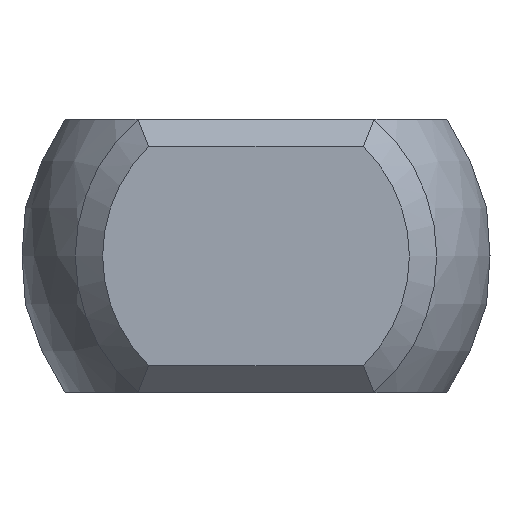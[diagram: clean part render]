
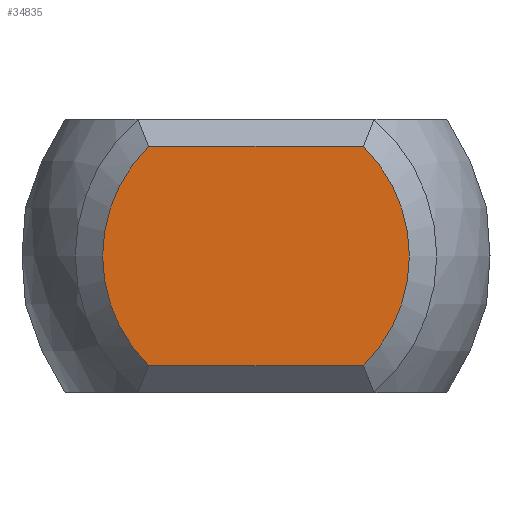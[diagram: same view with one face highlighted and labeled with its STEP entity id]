
A CAD part, left-side view. The second image highlights one B-rep face of the part: STEP entity #34835.
In plain terms, the highlighted planar face has unit normal (-1, 0, 0).
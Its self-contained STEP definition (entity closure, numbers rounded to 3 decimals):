
#33549 = PLANE('',#33550);
#33550 = AXIS2_PLACEMENT_3D('',#33551,#33552,#33553);
#33551 = CARTESIAN_POINT('',(-46.625,3.125,2.25));
#33552 = DIRECTION('',(0.707,0.,-0.707));
#33553 = DIRECTION('',(-0.707,0.,-0.707));
#34471 = EDGE_CURVE('',#34472,#34474,#34476,.T.);
#34472 = VERTEX_POINT('',#34473);
#34473 = CARTESIAN_POINT('',(-46.875,-1.96,-2.));
#34474 = VERTEX_POINT('',#34475);
#34475 = CARTESIAN_POINT('',(-46.875,-1.96,2.));
#34476 = SURFACE_CURVE('',#34477,(#34482,#34494),.PCURVE_S1.);
#34477 = CIRCLE('',#34478,2.8);
#34478 = AXIS2_PLACEMENT_3D('',#34479,#34480,#34481);
#34479 = CARTESIAN_POINT('',(-46.875,0.,0.));
#34480 = DIRECTION('',(-1.,0.,0.));
#34481 = DIRECTION('',(0.,-1.,0.));
#34482 = PCURVE('',#34483,#34488);
#34483 = CONICAL_SURFACE('',#34484,3.05,0.785);
#34484 = AXIS2_PLACEMENT_3D('',#34485,#34486,#34487);
#34485 = CARTESIAN_POINT('',(-46.625,0.,0.));
#34486 = DIRECTION('',(1.,0.,0.));
#34487 = DIRECTION('',(0.,-1.,0.));
#34488 = DEFINITIONAL_REPRESENTATION('',(#34489),#34493);
#34489 = LINE('',#34490,#34491);
#34490 = CARTESIAN_POINT('',(6.283,-0.25));
#34491 = VECTOR('',#34492,1.);
#34492 = DIRECTION('',(-1.,0.));
#34493 = ( GEOMETRIC_REPRESENTATION_CONTEXT(2) 
PARAMETRIC_REPRESENTATION_CONTEXT() REPRESENTATION_CONTEXT('2D SPACE',''
  ) );
#34494 = PCURVE('',#34495,#34500);
#34495 = PLANE('',#34496);
#34496 = AXIS2_PLACEMENT_3D('',#34497,#34498,#34499);
#34497 = CARTESIAN_POINT('',(-46.875,0.,0.));
#34498 = DIRECTION('',(1.,0.,0.));
#34499 = DIRECTION('',(0.,0.,-1.));
#34500 = DEFINITIONAL_REPRESENTATION('',(#34501),#34509);
#34501 = ( BOUNDED_CURVE() B_SPLINE_CURVE(2,(#34502,#34503,#34504,#34505
    ,#34506,#34507,#34508),.UNSPECIFIED.,.T.,.F.) 
B_SPLINE_CURVE_WITH_KNOTS((1,2,2,2,2,1),(-2.094,0.,
    2.094,4.189,6.283,8.378),
.UNSPECIFIED.) CURVE() GEOMETRIC_REPRESENTATION_ITEM() 
RATIONAL_B_SPLINE_CURVE((1.,0.5,1.,0.5,1.,0.5,1.)) REPRESENTATION_ITEM(
  '') );
#34502 = CARTESIAN_POINT('',(0.,-2.8));
#34503 = CARTESIAN_POINT('',(-4.85,-2.8));
#34504 = CARTESIAN_POINT('',(-2.425,1.4));
#34505 = CARTESIAN_POINT('',(0.,5.6));
#34506 = CARTESIAN_POINT('',(2.425,1.4));
#34507 = CARTESIAN_POINT('',(4.85,-2.8));
#34508 = CARTESIAN_POINT('',(0.,-2.8));
#34509 = ( GEOMETRIC_REPRESENTATION_CONTEXT(2) 
PARAMETRIC_REPRESENTATION_CONTEXT() REPRESENTATION_CONTEXT('2D SPACE',''
  ) );
#34527 = PLANE('',#34528);
#34528 = AXIS2_PLACEMENT_3D('',#34529,#34530,#34531);
#34529 = CARTESIAN_POINT('',(-46.625,-3.125,-2.25));
#34530 = DIRECTION('',(0.707,0.,0.707)
  );
#34531 = DIRECTION('',(0.707,0.,-0.707));
#34587 = EDGE_CURVE('',#34474,#34588,#34590,.T.);
#34588 = VERTEX_POINT('',#34589);
#34589 = CARTESIAN_POINT('',(-46.875,1.96,2.));
#34590 = SURFACE_CURVE('',#34591,(#34595,#34602),.PCURVE_S1.);
#34591 = LINE('',#34592,#34593);
#34592 = CARTESIAN_POINT('',(-46.875,3.125,2.));
#34593 = VECTOR('',#34594,1.);
#34594 = DIRECTION('',(0.,1.,0.));
#34595 = PCURVE('',#33549,#34596);
#34596 = DEFINITIONAL_REPRESENTATION('',(#34597),#34601);
#34597 = LINE('',#34598,#34599);
#34598 = CARTESIAN_POINT('',(0.354,0.));
#34599 = VECTOR('',#34600,1.);
#34600 = DIRECTION('',(0.,1.));
#34601 = ( GEOMETRIC_REPRESENTATION_CONTEXT(2) 
PARAMETRIC_REPRESENTATION_CONTEXT() REPRESENTATION_CONTEXT('2D SPACE',''
  ) );
#34602 = PCURVE('',#34495,#34603);
#34603 = DEFINITIONAL_REPRESENTATION('',(#34604),#34608);
#34604 = LINE('',#34605,#34606);
#34605 = CARTESIAN_POINT('',(-2.,3.125));
#34606 = VECTOR('',#34607,1.);
#34607 = DIRECTION('',(0.,1.));
#34608 = ( GEOMETRIC_REPRESENTATION_CONTEXT(2) 
PARAMETRIC_REPRESENTATION_CONTEXT() REPRESENTATION_CONTEXT('2D SPACE',''
  ) );
#34628 = CONICAL_SURFACE('',#34629,3.05,0.785);
#34629 = AXIS2_PLACEMENT_3D('',#34630,#34631,#34632);
#34630 = CARTESIAN_POINT('',(-46.625,0.,0.));
#34631 = DIRECTION('',(1.,0.,0.));
#34632 = DIRECTION('',(-0.,1.,0.));
#34642 = EDGE_CURVE('',#34588,#34643,#34645,.T.);
#34643 = VERTEX_POINT('',#34644);
#34644 = CARTESIAN_POINT('',(-46.875,1.96,-2.));
#34645 = SURFACE_CURVE('',#34646,(#34651,#34658),.PCURVE_S1.);
#34646 = CIRCLE('',#34647,2.8);
#34647 = AXIS2_PLACEMENT_3D('',#34648,#34649,#34650);
#34648 = CARTESIAN_POINT('',(-46.875,0.,0.));
#34649 = DIRECTION('',(-1.,0.,0.));
#34650 = DIRECTION('',(0.,1.,0.));
#34651 = PCURVE('',#34628,#34652);
#34652 = DEFINITIONAL_REPRESENTATION('',(#34653),#34657);
#34653 = LINE('',#34654,#34655);
#34654 = CARTESIAN_POINT('',(6.283,-0.25));
#34655 = VECTOR('',#34656,1.);
#34656 = DIRECTION('',(-1.,0.));
#34657 = ( GEOMETRIC_REPRESENTATION_CONTEXT(2) 
PARAMETRIC_REPRESENTATION_CONTEXT() REPRESENTATION_CONTEXT('2D SPACE',''
  ) );
#34658 = PCURVE('',#34495,#34659);
#34659 = DEFINITIONAL_REPRESENTATION('',(#34660),#34668);
#34660 = ( BOUNDED_CURVE() B_SPLINE_CURVE(2,(#34661,#34662,#34663,#34664
    ,#34665,#34666,#34667),.UNSPECIFIED.,.T.,.F.) 
B_SPLINE_CURVE_WITH_KNOTS((1,2,2,2,2,1),(-2.094,0.,
    2.094,4.189,6.283,8.378),
.UNSPECIFIED.) CURVE() GEOMETRIC_REPRESENTATION_ITEM() 
RATIONAL_B_SPLINE_CURVE((1.,0.5,1.,0.5,1.,0.5,1.)) REPRESENTATION_ITEM(
  '') );
#34661 = CARTESIAN_POINT('',(0.,2.8));
#34662 = CARTESIAN_POINT('',(4.85,2.8));
#34663 = CARTESIAN_POINT('',(2.425,-1.4));
#34664 = CARTESIAN_POINT('',(0.,-5.6));
#34665 = CARTESIAN_POINT('',(-2.425,-1.4));
#34666 = CARTESIAN_POINT('',(-4.85,2.8));
#34667 = CARTESIAN_POINT('',(0.,2.8));
#34668 = ( GEOMETRIC_REPRESENTATION_CONTEXT(2) 
PARAMETRIC_REPRESENTATION_CONTEXT() REPRESENTATION_CONTEXT('2D SPACE',''
  ) );
#34742 = EDGE_CURVE('',#34643,#34472,#34743,.T.);
#34743 = SURFACE_CURVE('',#34744,(#34748,#34755),.PCURVE_S1.);
#34744 = LINE('',#34745,#34746);
#34745 = CARTESIAN_POINT('',(-46.875,-3.125,-2.));
#34746 = VECTOR('',#34747,1.);
#34747 = DIRECTION('',(0.,-1.,0.));
#34748 = PCURVE('',#34527,#34749);
#34749 = DEFINITIONAL_REPRESENTATION('',(#34750),#34754);
#34750 = LINE('',#34751,#34752);
#34751 = CARTESIAN_POINT('',(-0.354,0.));
#34752 = VECTOR('',#34753,1.);
#34753 = DIRECTION('',(0.,-1.));
#34754 = ( GEOMETRIC_REPRESENTATION_CONTEXT(2) 
PARAMETRIC_REPRESENTATION_CONTEXT() REPRESENTATION_CONTEXT('2D SPACE',''
  ) );
#34755 = PCURVE('',#34495,#34756);
#34756 = DEFINITIONAL_REPRESENTATION('',(#34757),#34761);
#34757 = LINE('',#34758,#34759);
#34758 = CARTESIAN_POINT('',(2.,-3.125));
#34759 = VECTOR('',#34760,1.);
#34760 = DIRECTION('',(0.,-1.));
#34761 = ( GEOMETRIC_REPRESENTATION_CONTEXT(2) 
PARAMETRIC_REPRESENTATION_CONTEXT() REPRESENTATION_CONTEXT('2D SPACE',''
  ) );
#34835 = ADVANCED_FACE('',(#34836),#34495,.F.);
#34836 = FACE_BOUND('',#34837,.T.);
#34837 = EDGE_LOOP('',(#34838,#34839,#34840,#34841));
#34838 = ORIENTED_EDGE('',*,*,#34471,.T.);
#34839 = ORIENTED_EDGE('',*,*,#34587,.T.);
#34840 = ORIENTED_EDGE('',*,*,#34642,.T.);
#34841 = ORIENTED_EDGE('',*,*,#34742,.T.);
